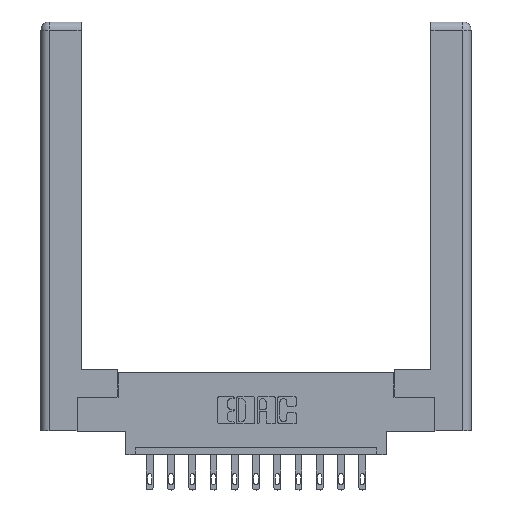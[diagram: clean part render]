
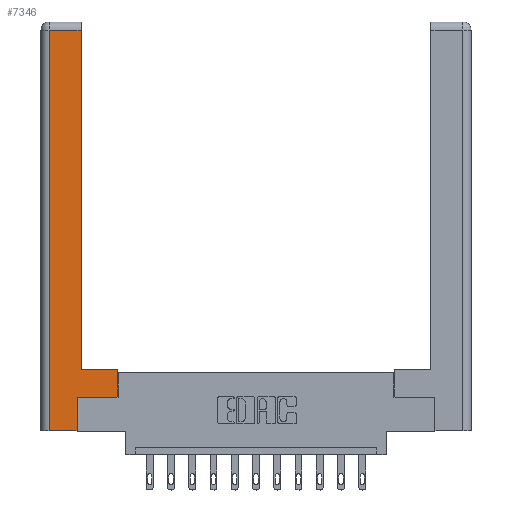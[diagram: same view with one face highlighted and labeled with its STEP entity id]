
A CAD part, top view. The second image highlights one B-rep face of the part: STEP entity #7346.
In plain terms, the highlighted planar face has unit normal (0, 0, 1).
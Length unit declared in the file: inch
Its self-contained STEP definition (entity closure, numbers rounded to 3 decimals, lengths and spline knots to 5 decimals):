
#373 = VERTEX_POINT ( 'NONE', #1323 ) ;
#379 = LINE ( 'NONE', #5850, #1266 ) ;
#391 = LINE ( 'NONE', #12172, #2850 ) ;
#661 = EDGE_CURVE ( 'NONE', #4240, #373, #391, .T. ) ;
#694 = DIRECTION ( 'NONE',  ( -1., 0., 0. ) ) ;
#783 = ORIENTED_EDGE ( 'NONE', *, *, #14403, .T. ) ;
#1257 = EDGE_CURVE ( 'NONE', #4513, #3625, #10785, .T. ) ;
#1266 = VECTOR ( 'NONE', #3623, 39.37008 ) ;
#1323 = CARTESIAN_POINT ( 'NONE',  ( 0.265, 0.245, 0. ) ) ;
#1696 = DIRECTION ( 'NONE',  ( 0., 0., -1. ) ) ;
#1773 = VECTOR ( 'NONE', #694, 39.37008 ) ;
#2001 = DIRECTION ( 'NONE',  ( 0., -1., 0. ) ) ;
#2850 = VECTOR ( 'NONE', #9842, 39.37008 ) ;
#3002 = LINE ( 'NONE', #14693, #8775 ) ;
#3108 = CARTESIAN_POINT ( 'NONE',  ( 0.0615, 0., 0. ) ) ;
#3190 = EDGE_LOOP ( 'NONE', ( #4778, #12359, #8012, #6692, #10484, #7332, #9099, #783 ) ) ;
#3459 = LINE ( 'NONE', #9157, #9592 ) ;
#3511 = CARTESIAN_POINT ( 'NONE',  ( 0.0615, 2.94, 0. ) ) ;
#3538 = LINE ( 'NONE', #3108, #5538 ) ;
#3623 = DIRECTION ( 'NONE',  ( 0., 1., 0. ) ) ;
#3625 = VERTEX_POINT ( 'NONE', #3511 ) ;
#3752 = CARTESIAN_POINT ( 'NONE',  ( 0.265, 0., 0. ) ) ;
#4240 = VERTEX_POINT ( 'NONE', #3752 ) ;
#4490 = VECTOR ( 'NONE', #14626, 39.37008 ) ;
#4513 = VERTEX_POINT ( 'NONE', #11013 ) ;
#4778 = ORIENTED_EDGE ( 'NONE', *, *, #14112, .T. ) ;
#5405 = CARTESIAN_POINT ( 'NONE',  ( 0.295, 0.45, 0. ) ) ;
#5423 = CARTESIAN_POINT ( 'NONE',  ( 0.565, 0.45, 0. ) ) ;
#5478 = DIRECTION ( 'NONE',  ( 0., 1., 0. ) ) ;
#5538 = VECTOR ( 'NONE', #2001, 39.37008 ) ;
#5690 = VECTOR ( 'NONE', #9452, 39.37008 ) ;
#5850 = CARTESIAN_POINT ( 'NONE',  ( 0.565, 0.45, 0. ) ) ;
#6210 = EDGE_CURVE ( 'NONE', #3625, #7754, #3538, .T. ) ;
#6532 = CARTESIAN_POINT ( 'NONE',  ( 0.565, 0.245, 0. ) ) ;
#6692 = ORIENTED_EDGE ( 'NONE', *, *, #10306, .T. ) ;
#6870 = CARTESIAN_POINT ( 'NONE',  ( 0.0615, 0., 0. ) ) ;
#7332 = ORIENTED_EDGE ( 'NONE', *, *, #9075, .T. ) ;
#7346 = ADVANCED_FACE ( 'NONE', ( #12900 ), #7528, .F. ) ;
#7474 = LINE ( 'NONE', #5405, #1773 ) ;
#7528 = PLANE ( 'NONE',  #11540 ) ;
#7742 = CARTESIAN_POINT ( 'NONE',  ( 0.0615, 2.94, 0. ) ) ;
#7754 = VERTEX_POINT ( 'NONE', #6870 ) ;
#7830 = VERTEX_POINT ( 'NONE', #6532 ) ;
#8012 = ORIENTED_EDGE ( 'NONE', *, *, #6210, .T. ) ;
#8298 = CARTESIAN_POINT ( 'NONE',  ( 0.565, 0.245, 0. ) ) ;
#8775 = VECTOR ( 'NONE', #5478, 39.37008 ) ;
#9075 = EDGE_CURVE ( 'NONE', #373, #7830, #12177, .T. ) ;
#9099 = ORIENTED_EDGE ( 'NONE', *, *, #12638, .T. ) ;
#9157 = CARTESIAN_POINT ( 'NONE',  ( 0.265, 0., 0. ) ) ;
#9452 = DIRECTION ( 'NONE',  ( 1., 0., 0. ) ) ;
#9592 = VECTOR ( 'NONE', #12558, 39.37008 ) ;
#9842 = DIRECTION ( 'NONE',  ( 0., 1., 0. ) ) ;
#10306 = EDGE_CURVE ( 'NONE', #7754, #4240, #3459, .T. ) ;
#10484 = ORIENTED_EDGE ( 'NONE', *, *, #661, .T. ) ;
#10785 = LINE ( 'NONE', #7742, #4490 ) ;
#11013 = CARTESIAN_POINT ( 'NONE',  ( 0.295, 2.94, 0. ) ) ;
#11407 = CARTESIAN_POINT ( 'NONE',  ( 0.295, 0.45, 0. ) ) ;
#11540 = AXIS2_PLACEMENT_3D ( 'NONE', #13150, #1696, #13303 ) ;
#12172 = CARTESIAN_POINT ( 'NONE',  ( 0.265, 0.245, 0. ) ) ;
#12177 = LINE ( 'NONE', #8298, #5690 ) ;
#12359 = ORIENTED_EDGE ( 'NONE', *, *, #1257, .T. ) ;
#12558 = DIRECTION ( 'NONE',  ( 1., 0., 0. ) ) ;
#12638 = EDGE_CURVE ( 'NONE', #7830, #13766, #379, .T. ) ;
#12900 = FACE_OUTER_BOUND ( 'NONE', #3190, .T. ) ;
#13150 = CARTESIAN_POINT ( 'NONE',  ( 0., 0., 0. ) ) ;
#13303 = DIRECTION ( 'NONE',  ( -1., 0., 0. ) ) ;
#13766 = VERTEX_POINT ( 'NONE', #5423 ) ;
#13996 = VERTEX_POINT ( 'NONE', #11407 ) ;
#14112 = EDGE_CURVE ( 'NONE', #13996, #4513, #3002, .T. ) ;
#14403 = EDGE_CURVE ( 'NONE', #13766, #13996, #7474, .T. ) ;
#14626 = DIRECTION ( 'NONE',  ( -1., 0., 0. ) ) ;
#14693 = CARTESIAN_POINT ( 'NONE',  ( 0.295, 3., 0. ) ) ;
